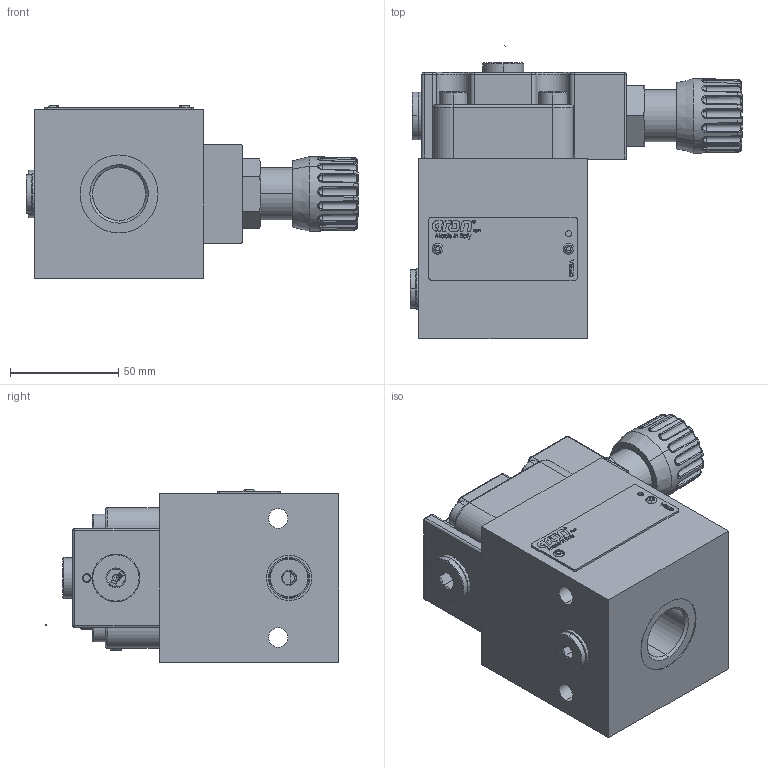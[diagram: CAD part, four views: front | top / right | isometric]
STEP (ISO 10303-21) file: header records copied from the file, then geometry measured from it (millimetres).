
FILE_DESCRIPTION (( 'STEP AP203' ), '1' );
FILE_NAME ('VML161M2002.step', '2017-05-10T07:30:04', ( '' ), ( '' ), 'SwSTEP 2.0', 'SolidWorks 2016', '' );
FILE_SCHEMA (( 'CONFIG_CONTROL_DESIGN' ));
Length unit declared in the file: millimetre
Products named in the file (1): VML161M2002
Bounding box: 153.4 x 135.71 x 79.8 mm (x, y, z)
Surface area: 82450.6 mm2 (no closed solid volume)
Topology: 0 solids, 66 shells, 536 faces, 2081 edges, 1617 vertices
Faces by surface type: plane 180, torus 105, cylinder 93, bspline 81, cone 73, sphere 4
Entity records: 29730 total; most frequent: CARTESIAN_POINT 13257, DIRECTION 3157, ORIENTED_EDGE 3096, EDGE_CURVE 2077, VERTEX_POINT 1617, AXIS2_PLACEMENT_3D 1154, VECTOR 849, LINE 849
